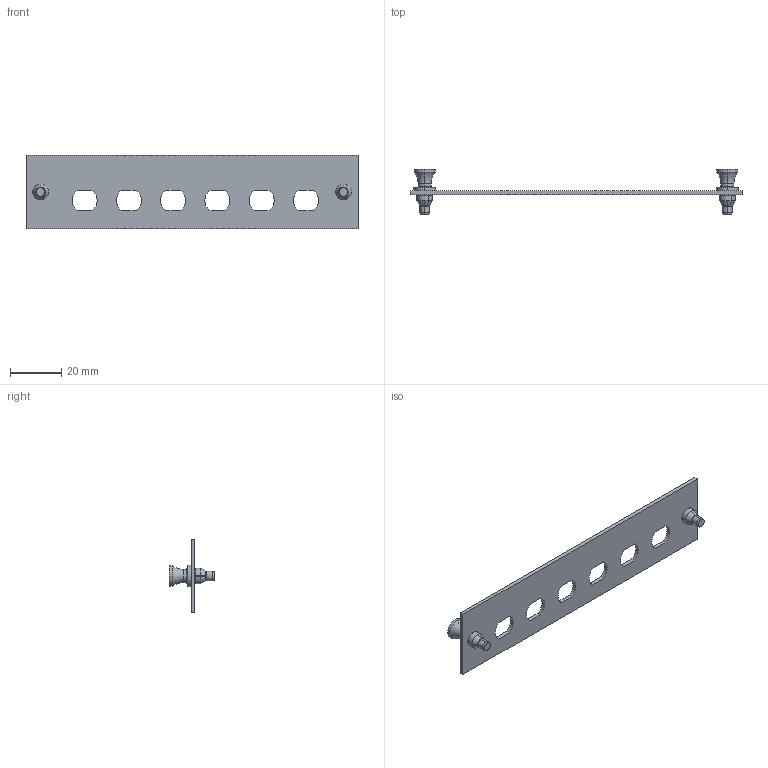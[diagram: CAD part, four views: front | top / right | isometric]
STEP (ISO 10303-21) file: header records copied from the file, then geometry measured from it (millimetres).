
FILE_DESCRIPTION (( 'STEP AP214' ), '1' );
FILE_NAME ('FSP-FC6-0-BNK.step', '2020-12-10T17:35:12', ( '' ), ( '' ), 'SwSTEP 2.0', 'SolidWorks 2018', '' );
FILE_SCHEMA (( 'AUTOMOTIVE_DESIGN' ));
Length unit declared in the file: inch
Products named in the file (4): FSP-FC6-0-BNK; HDWR-HN4P-42-4-1; HDWR-HN4G-42-1; FSP-ST6-0-BNK-PANEL
Assembly tree (5 placements, depth 2):
  FSP-FC6-0-BNK
    FSP-ST6-0-BNK-PANEL
    HDWR-HN4G-42-1  x2
    HDWR-HN4P-42-4-1  x2
Bounding box: 129.54 x 17.78 x 28.7 mm (x, y, z)
Volume: 5857.7 mm3; surface area: 8664.9 mm2
Topology: 5 solids, 5 shells, 134 faces, 322 edges, 202 vertices
Faces by surface type: cylinder 56, plane 54, cone 20, torus 4
Entity records: 2906 total; most frequent: DIRECTION 478, CARTESIAN_POINT 458, ORIENTED_EDGE 418, EDGE_CURVE 209, AXIS2_PLACEMENT_3D 183, VERTEX_POINT 133, VECTOR 112, LINE 112
